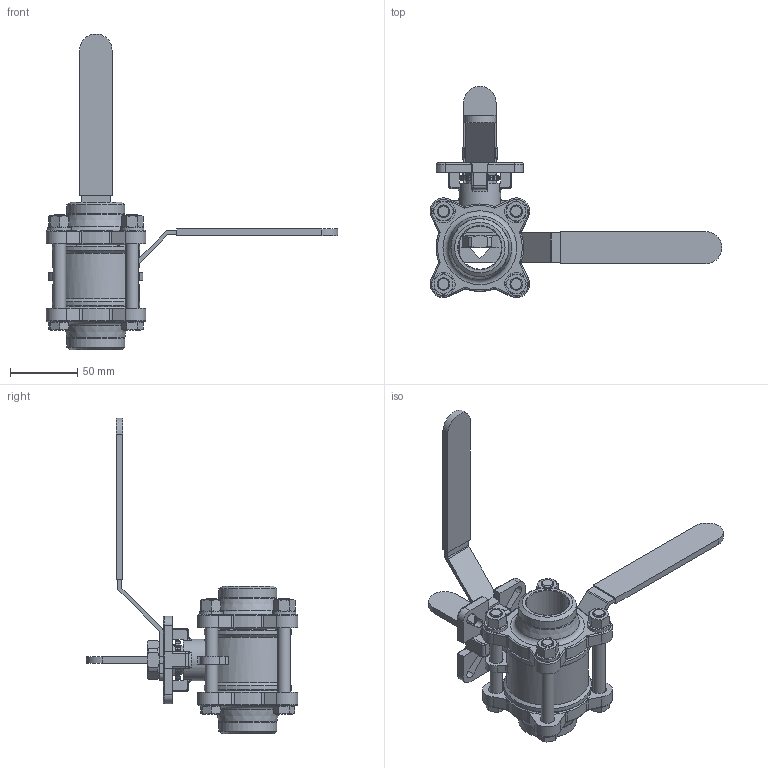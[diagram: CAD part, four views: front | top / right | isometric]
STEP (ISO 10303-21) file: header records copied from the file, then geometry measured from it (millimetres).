
FILE_DESCRIPTION( ( 'Unknown' ), '1' );
FILE_NAME( '8.122.032.stp', 'Unknown', ( 'Unknown' ), ( 'Unknown' ), 'PSStep 13.0', 'Unknown', ' ' );
FILE_SCHEMA( ( 'AUTOMOTIVE_DESIGN { 1 0 10303 214 1 1 1 1 }' ) );
Length unit declared in the file: millimetre
Products named in the file (6): Assem1; Hebel 025-032; Hebel 025_032; Ummantelung 025_032; M14 flach; 8.122.032
Bounding box: 217.03 x 157.03 x 235 mm (x, y, z)
Volume: 630108.3 mm3; surface area: 219583.4 mm2
Topology: 10 solids, 10 shells, 1657 faces, 4322 edges, 2740 vertices
Faces by surface type: plane 686, cylinder 443, bspline 216, cone 178, torus 134
Full cylindrical faces by diameter (mm): 9.34 x16, 10.5 x4, 11 x16, 13 x2, 13.835 x2, 17.32 x2, 21.4 x2, 24 x2, 28.58 x4, 31 x2, 32 x2, 33 x2, 43 x4, 65 x4
Entity records: 60653 total; most frequent: CARTESIAN_POINT 35422, ORIENTED_EDGE 4030, DIRECTION 3500, EDGE_CURVE 2015, VERTEX_POINT 1319, AXIS2_PLACEMENT_3D 1276, EDGE_LOOP 962, LINE 948
